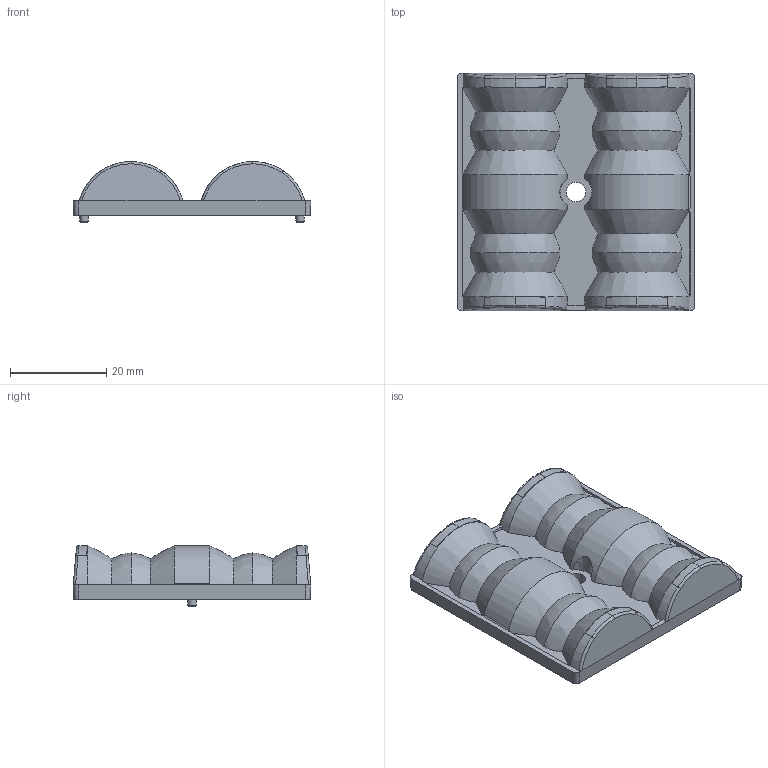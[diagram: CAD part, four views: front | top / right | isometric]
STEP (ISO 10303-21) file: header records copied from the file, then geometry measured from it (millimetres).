
FILE_DESCRIPTION(/* description */ (''),/* implementation_level */ '2;1');
FILE_NAME(/* name */ 'JY-25097-0415110-5050-PMMA.stp',/* time_stamp */ '2025-05-26T10:38:58+08:00',/* author */ (''),/* organization */ (''),/* preprocessor_version */ 'ST-DEVELOPER v16',/* originating_system */ 'SIEMENS PLM Software NX 10.0',/* authorisation */ '');
FILE_SCHEMA (('AUTOMOTIVE_DESIGN { 1 0 10303 214 3 1 1 1 }'));
Length unit declared in the file: millimetre
Products named in the file (1): AdmiB0685A81pm94
Bounding box: 49.5 x 49.48 x 12.69 mm (x, y, z)
Volume: 11376.1 mm3; surface area: 9249.7 mm2
Topology: 5 solids, 5 shells, 306 faces, 797 edges, 521 vertices
Faces by surface type: plane 170, bspline 59, cylinder 43, cone 27, torus 6, sphere 1
Entity records: 11999 total; most frequent: CARTESIAN_POINT 5031, ORIENTED_EDGE 1558, DIRECTION 1198, EDGE_CURVE 779, VERTEX_POINT 522, LINE 418, VECTOR 418, AXIS2_PLACEMENT_3D 390
